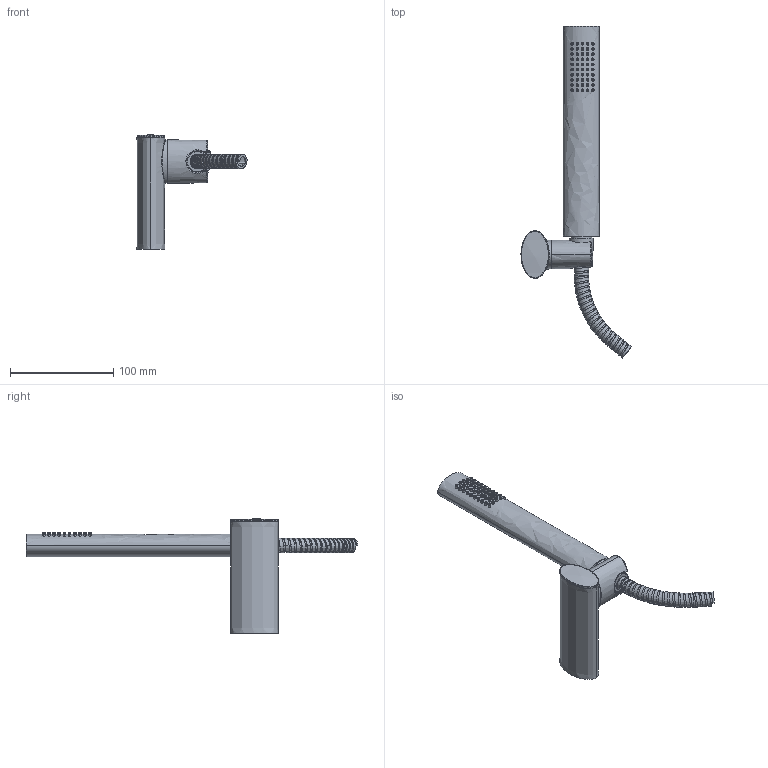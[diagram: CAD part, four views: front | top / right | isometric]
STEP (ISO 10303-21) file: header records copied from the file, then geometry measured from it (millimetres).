
FILE_DESCRIPTION((''),'2;1');
FILE_NAME('ZDUP074CR_ASM','2021-11-15T09:47:32',('ut3'),('PAFFONI SpA'),'CREO PARAMETRIC BY PTC INC, 2020044','CREO PARAMETRIC BY PTC INC, 2020044','');
FILE_SCHEMA(('CONFIG_CONTROL_DESIGN','SHAPE_APPEARANCE_LAYERS_GROUPS'));
Products named in the file (8): 4071431CR_CORPO; 4071431CR_PLACCHETTA; 4071431CR_GANCIO; 4071431CR_VITE; 4071431CR_ASM; 4071003CRDG; 4071651CR; ZDUP074CR_ASM
Assembly tree (7 placements, depth 3):
  ZDUP074CR_ASM
    4071431CR_ASM
      4071431CR_CORPO
      4071431CR_PLACCHETTA
      4071431CR_GANCIO
      4071431CR_VITE
    4071003CRDG
    4071651CR
Bounding box: 106.69 x 321.8 x 110.99 mm (x, y, z)
Volume: 152161.4 mm3; surface area: 78539.6 mm2
Topology: 4 solids, 7 shells, 1207 faces, 3111 edges, 2062 vertices
Faces by surface type: cylinder 404, bspline 269, plane 241, extrusion 191, cone 54, sphere 34, torus 14
Entity records: 88364 total; most frequent: CARTESIAN_POINT 46354, ORIENTED_EDGE 6200, PRESENTATION_STYLE_ASSIGNMENT 4102, STYLED_ITEM 3979, DIRECTION 3569, CURVE_STYLE 3247, EDGE_CURVE 3106, VERTEX_POINT 2060
